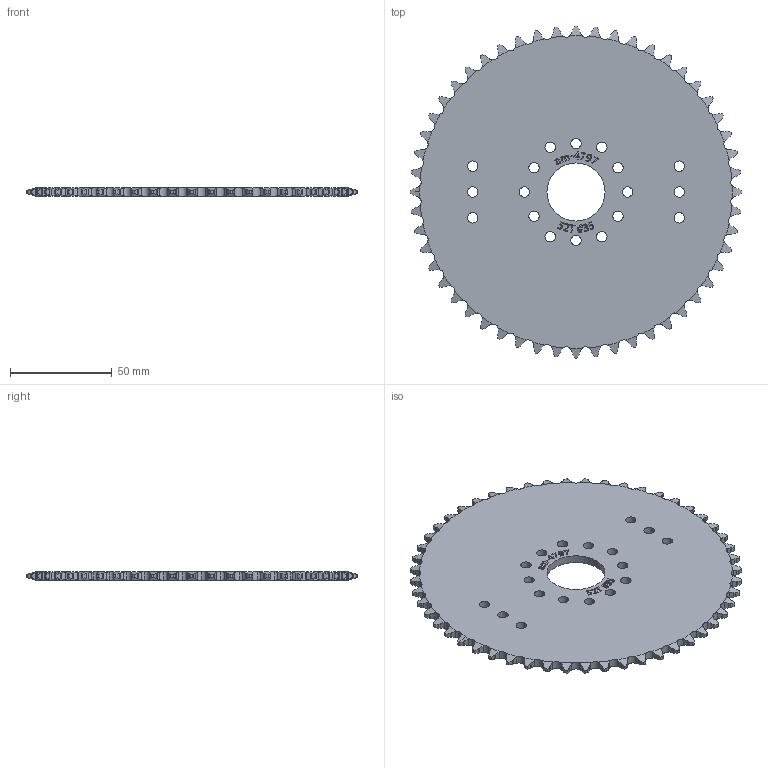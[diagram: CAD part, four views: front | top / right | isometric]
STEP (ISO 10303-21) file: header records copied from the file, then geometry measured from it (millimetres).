
FILE_DESCRIPTION (( 'STEP AP203' ), '1' );
FILE_NAME ('am-4797 52T 35 Chain 1125in Plate.STEP', '2022-08-02T13:36:18', ( '' ), ( '' ), 'SwSTEP 2.0', 'SolidWorks 2022', '' );
FILE_SCHEMA (( 'CONFIG_CONTROL_DESIGN' ));
Length unit declared in the file: inch
Products named in the file (1): am-4797 52T 35 Chain 1125in Plate
Bounding box: 163.25 x 163.25 x 3.99 mm (x, y, z)
Volume: 72374.8 mm3; surface area: 40712.4 mm2
Topology: 1 solids, 1 shells, 810 faces, 2372 edges, 1581 vertices
Faces by surface type: cylinder 379, plane 248, cone 106, bspline 77
Entity records: 31438 total; most frequent: CARTESIAN_POINT 11609, ORIENTED_EDGE 4744, DIRECTION 3239, EDGE_CURVE 2372, VERTEX_POINT 1581, AXIS2_PLACEMENT_3D 1151, B_SPLINE_CURVE_WITH_KNOTS 1018, LINE 937
